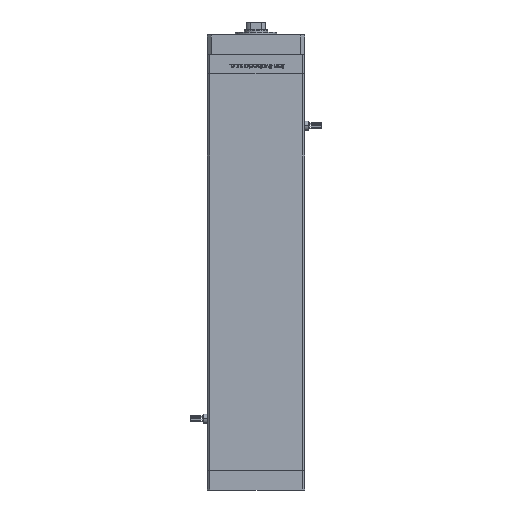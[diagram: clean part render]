
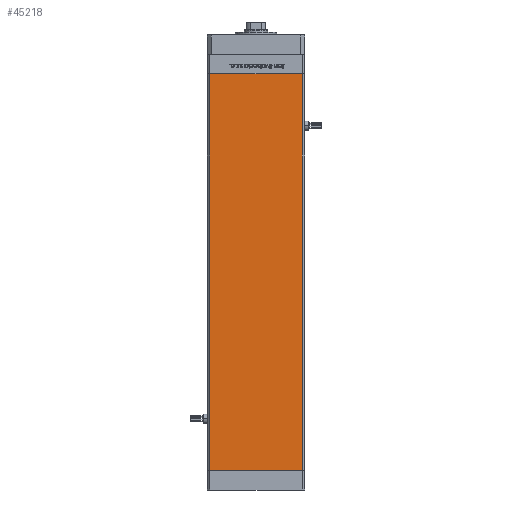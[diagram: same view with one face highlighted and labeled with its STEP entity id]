
A CAD part, front view. The second image highlights one B-rep face of the part: STEP entity #45218.
In plain terms, the highlighted planar face has unit normal (0, -1, 0).
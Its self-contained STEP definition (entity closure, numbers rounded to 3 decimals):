
#2640 = AXIS2_PLACEMENT_3D ( 'NONE', #23780, #19473, #25176 ) ;
#2871 = ORIENTED_EDGE ( 'NONE', *, *, #27819, .T. ) ;
#3026 = CARTESIAN_POINT ( 'NONE',  ( 35.5, -32.5, 306. ) ) ;
#6582 = VECTOR ( 'NONE', #39955, 1000. ) ;
#8096 = DIRECTION ( 'NONE',  ( 1., 0., 0. ) ) ;
#10604 = PLANE ( 'NONE',  #2640 ) ;
#11669 = LINE ( 'NONE', #43100, #42425 ) ;
#12419 = CARTESIAN_POINT ( 'NONE',  ( -35.5, -32.5, 0. ) ) ;
#14473 = CARTESIAN_POINT ( 'NONE',  ( 35.5, -32.5, 306. ) ) ;
#15867 = LINE ( 'NONE', #33330, #55276 ) ;
#17710 = VECTOR ( 'NONE', #33848, 1000. ) ;
#19177 = EDGE_CURVE ( 'NONE', #39780, #50472, #42239, .T. ) ;
#19473 = DIRECTION ( 'NONE',  ( 0., 1., 0. ) ) ;
#23780 = CARTESIAN_POINT ( 'NONE',  ( -35.5, -32.5, 306. ) ) ;
#24649 = VERTEX_POINT ( 'NONE', #12419 ) ;
#25176 = DIRECTION ( 'NONE',  ( 0., 0., 1. ) ) ;
#27819 = EDGE_CURVE ( 'NONE', #46824, #24649, #42706, .T. ) ;
#28838 = DIRECTION ( 'NONE',  ( 1., 0., 0. ) ) ;
#32361 = FACE_OUTER_BOUND ( 'NONE', #43591, .T. ) ;
#32895 = CARTESIAN_POINT ( 'NONE',  ( 35.5, -32.5, 0. ) ) ;
#33330 = CARTESIAN_POINT ( 'NONE',  ( -35.5, -32.5, 306. ) ) ;
#33848 = DIRECTION ( 'NONE',  ( 0., 0., -1. ) ) ;
#34626 = ORIENTED_EDGE ( 'NONE', *, *, #55076, .F. ) ;
#34933 = ORIENTED_EDGE ( 'NONE', *, *, #53743, .T. ) ;
#39780 = VERTEX_POINT ( 'NONE', #14473 ) ;
#39955 = DIRECTION ( 'NONE',  ( 0., 0., -1. ) ) ;
#42140 = CARTESIAN_POINT ( 'NONE',  ( -35.5, -32.5, 306. ) ) ;
#42239 = LINE ( 'NONE', #3026, #6582 ) ;
#42425 = VECTOR ( 'NONE', #28838, 1000. ) ;
#42706 = LINE ( 'NONE', #42140, #17710 ) ;
#43100 = CARTESIAN_POINT ( 'NONE',  ( -35.5, -32.5, 0. ) ) ;
#43591 = EDGE_LOOP ( 'NONE', ( #34933, #48722, #34626, #2871 ) ) ;
#44194 = CARTESIAN_POINT ( 'NONE',  ( -35.5, -32.5, 306. ) ) ;
#45218 = ADVANCED_FACE ( 'NONE', ( #32361 ), #10604, .F. ) ;
#46824 = VERTEX_POINT ( 'NONE', #44194 ) ;
#48722 = ORIENTED_EDGE ( 'NONE', *, *, #19177, .F. ) ;
#50472 = VERTEX_POINT ( 'NONE', #32895 ) ;
#53743 = EDGE_CURVE ( 'NONE', #24649, #50472, #11669, .T. ) ;
#55076 = EDGE_CURVE ( 'NONE', #46824, #39780, #15867, .T. ) ;
#55276 = VECTOR ( 'NONE', #8096, 1000. ) ;
